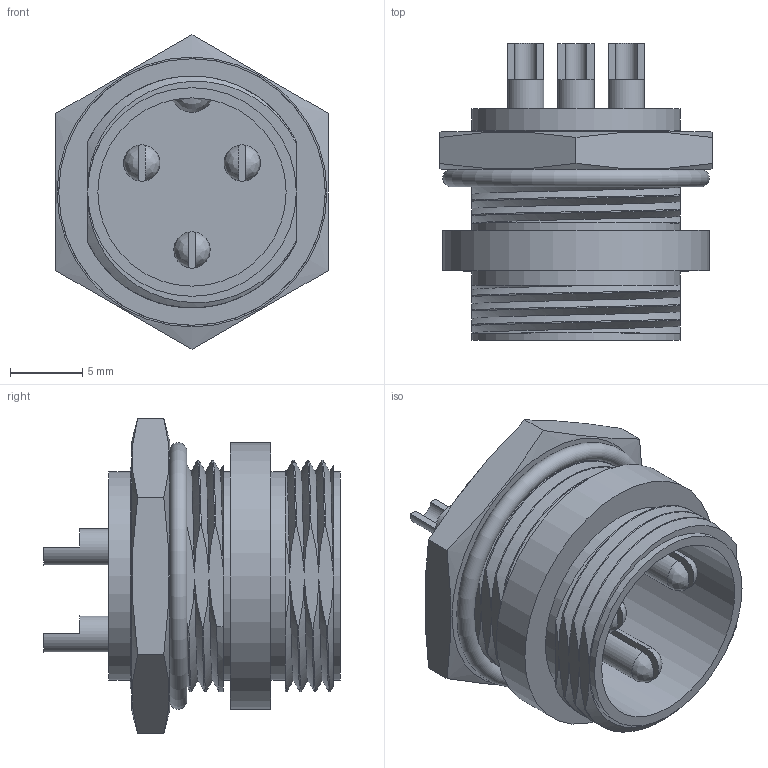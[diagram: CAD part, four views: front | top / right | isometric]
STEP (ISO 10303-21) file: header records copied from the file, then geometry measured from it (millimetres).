
FILE_DESCRIPTION(/* description */ (''),/* implementation_level */ '2;1');
FILE_NAME(/* name */ 'PSG08549.step',/* time_stamp */ '2020-04-14T17:27:14+01:00',/* author */ (''),/* organization */ (''),/* preprocessor_version */ 'ST-DEVELOPER v18.1',/* originating_system */ 'Autodesk Translation Framework v9.2.0.1227',/* authorisation */ '');
FILE_SCHEMA (('AUTOMOTIVE_DESIGN { 1 0 10303 214 3 1 1 }'));
Length unit declared in the file: millimetre
Products named in the file (1): PSG08549
Bounding box: 18.8 x 20.5 x 21.71 mm (x, y, z)
Volume: 2101.8 mm3; surface area: 3931.8 mm2
Topology: 7 solids, 7 shells, 143 faces, 358 edges, 234 vertices
Faces by surface type: plane 53, bspline 49, cylinder 38, sphere 2, torus 1
Full cylindrical faces by diameter (mm): 1.5 x3, 2.5 x6, 13 x2, 14.4 x4, 16 x1, 18.4 x1
Entity records: 7175 total; most frequent: CARTESIAN_POINT 4078, ORIENTED_EDGE 716, DIRECTION 470, EDGE_CURVE 358, VERTEX_POINT 234, AXIS2_PLACEMENT_3D 174, EDGE_LOOP 158, B_SPLINE_CURVE_WITH_KNOTS 157
